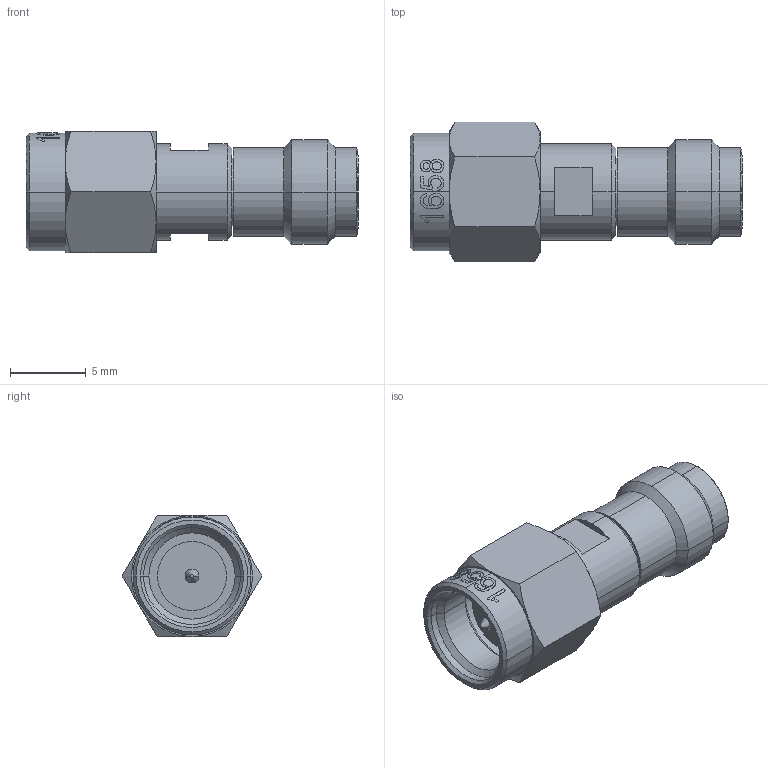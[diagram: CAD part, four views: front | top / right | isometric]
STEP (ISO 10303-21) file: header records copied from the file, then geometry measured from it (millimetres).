
FILE_DESCRIPTION (( 'STEP AP214' ), '1' );
FILE_NAME ('FMAD1658_3D.step', '2023-03-13T20:46:32', ( '' ), ( '' ), 'SwSTEP 2.0', 'SolidWorks 2022', '' );
FILE_SCHEMA (( 'AUTOMOTIVE_DESIGN' ));
Length unit declared in the file: inch
Products named in the file (1): FMAD1658_3D
Bounding box: 21.95 x 9.24 x 8 mm (x, y, z)
Volume: 698.7 mm3; surface area: 783 mm2
Topology: 1 solids, 1 shells, 159 faces, 378 edges, 237 vertices
Faces by surface type: bspline 47, cylinder 43, cone 39, plane 30
Entity records: 8254 total; most frequent: CARTESIAN_POINT 4915, ORIENTED_EDGE 756, DIRECTION 555, EDGE_CURVE 378, VERTEX_POINT 237, AXIS2_PLACEMENT_3D 232, EDGE_LOOP 175, B_SPLINE_CURVE_WITH_KNOTS 168
